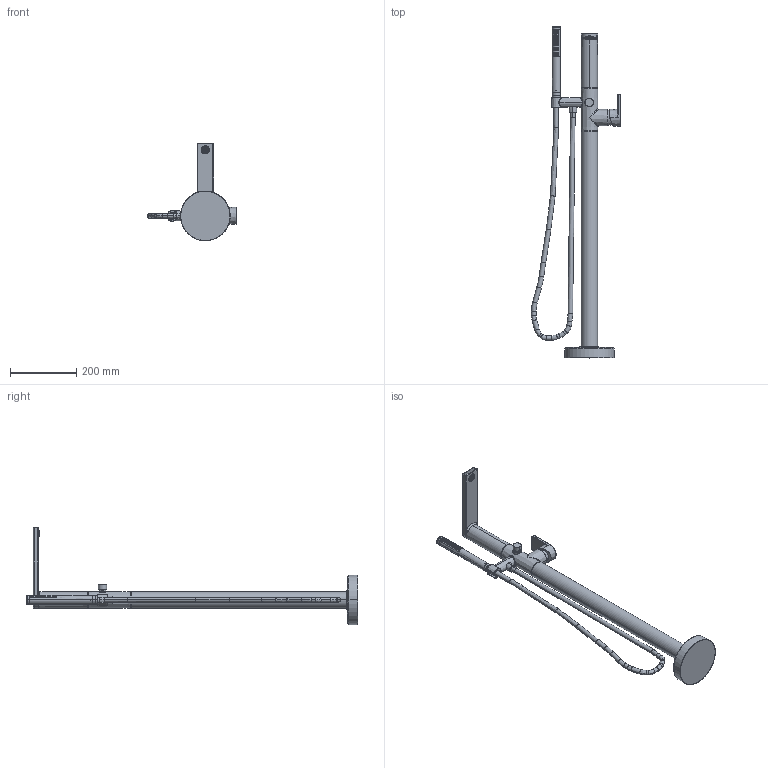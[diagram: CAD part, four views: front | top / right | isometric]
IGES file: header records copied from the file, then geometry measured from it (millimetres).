
Start section:  PTC IGES file: 2560-4261.igs
Global section: file name: 2560-4261.igs; native system: Creo Parametric by PTC Inc.; preprocessor: 2018400; author: rsmith; organization: Unknown; date: 20210830.163330; units: inch
Bounding box: 269.4 x 1003.15 x 294.5 mm (x, y, z)
Surface area: 387407.7 mm2 (no closed solid volume)
Topology: 0 solids, 0 shells, 4160 faces, 19228 edges, 19213 vertices
Faces by surface type: bspline 2639, revolution 1521
